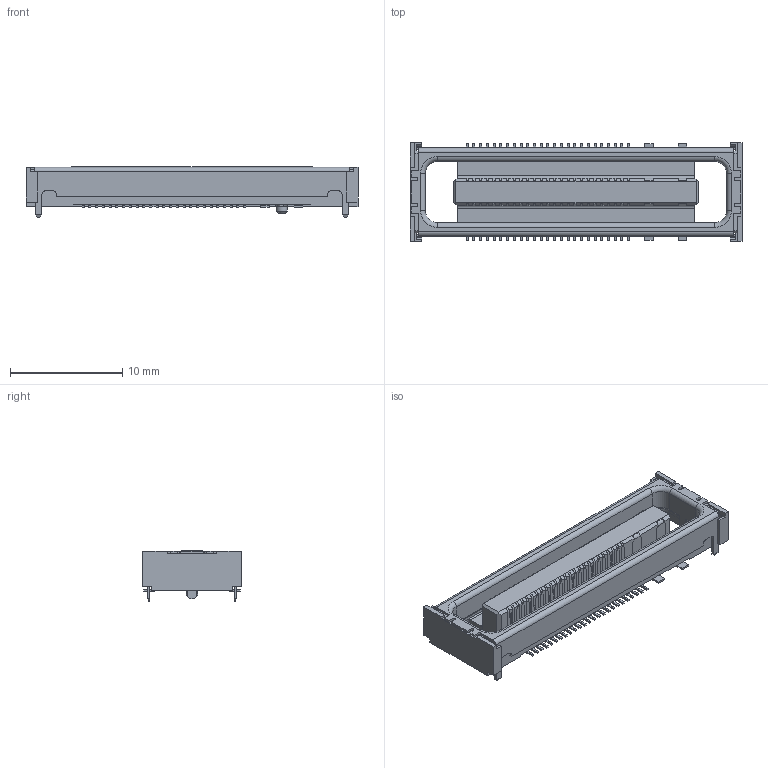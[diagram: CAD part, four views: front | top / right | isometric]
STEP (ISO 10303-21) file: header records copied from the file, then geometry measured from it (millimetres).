
FILE_DESCRIPTION(('OneSpaceDesigner STEP Export'),'2;1');
FILE_NAME('EX80-54S.stp','2007-03-29T20:33:12',(''),(''),'OneSpace Designer STEP processor (Jan. 2003) for AP214(CD)(Solid Model)','OneSpace Designer 12.00 10-Sep-2003 (C) CoCreate Software GmbH','');
FILE_SCHEMA(('AUTOMOTIVE_DESIGN_CC2 {1 2 10303 214 -1 1 5 1}'));
Length unit declared in the file: millimetre
Products named in the file (2): EX80-54SÈª
Assembly tree (1 placements, depth 2):
  EX80-54SÈª
    EX80-54SÈª
Bounding box: 29.6 x 8.8 x 4.5 mm (x, y, z)
Volume: 487 mm3; surface area: 1285.2 mm2
Topology: 1 solids, 1 shells, 1777 faces, 4774 edges, 3154 vertices
Faces by surface type: plane 1463, cylinder 288, torus 20, cone 6
Entity records: 53216 total; most frequent: CARTESIAN_POINT 9728, ORIENTED_EDGE 9548, DIRECTION 8236, EDGE_CURVE 4774, VECTOR 3808, LINE 3808, VERTEX_POINT 3154, AXIS2_PLACEMENT_3D 2214
